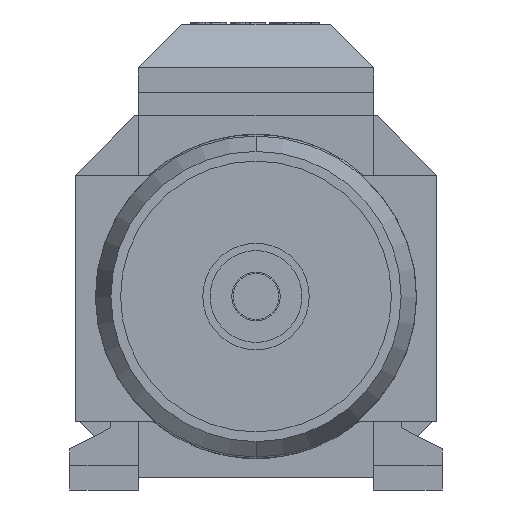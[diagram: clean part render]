
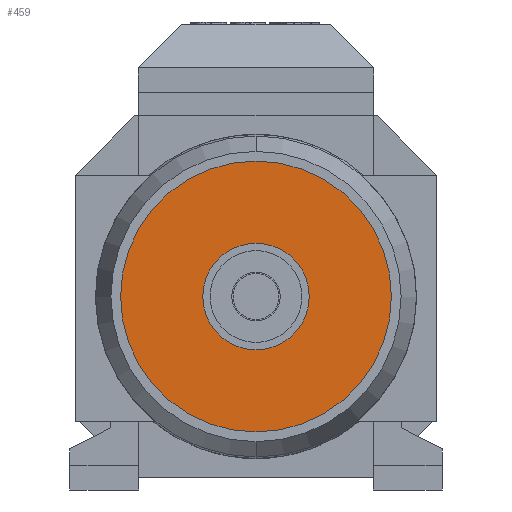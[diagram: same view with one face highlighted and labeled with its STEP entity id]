
A CAD part, front view. The second image highlights one B-rep face of the part: STEP entity #459.
In plain terms, the highlighted planar face has unit normal (0, -1, 0).
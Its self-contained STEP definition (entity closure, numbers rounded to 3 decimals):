
#107=FACE_BOUND('',#893,.T.);
#108=FACE_BOUND('',#894,.T.);
#257=PLANE('',#3860);
#459=ADVANCED_FACE('',(#107,#108),#257,.T.);
#893=EDGE_LOOP('',(#1919,#1920));
#894=EDGE_LOOP('',(#1921,#1922));
#914=CIRCLE('',#3626,22.);
#937=CIRCLE('',#3661,56.);
#949=CIRCLE('',#3683,56.);
#975=CIRCLE('',#3859,22.);
#1919=ORIENTED_EDGE('',*,*,#2417,.T.);
#1920=ORIENTED_EDGE('',*,*,#2368,.T.);
#1921=ORIENTED_EDGE('',*,*,#2803,.T.);
#1922=ORIENTED_EDGE('',*,*,#2321,.T.);
#1992=VERTEX_POINT('',#4829);
#1994=VERTEX_POINT('',#4832);
#2038=VERTEX_POINT('',#4934);
#2040=VERTEX_POINT('',#4937);
#2321=EDGE_CURVE('',#1994,#1992,#914,.T.);
#2368=EDGE_CURVE('',#2040,#2038,#937,.T.);
#2417=EDGE_CURVE('',#2038,#2040,#949,.T.);
#2803=EDGE_CURVE('',#1992,#1994,#975,.T.);
#3626=AXIS2_PLACEMENT_3D('',#4831,#3903,#3904);
#3661=AXIS2_PLACEMENT_3D('',#4936,#3997,#3998);
#3683=AXIS2_PLACEMENT_3D('',#5039,#4074,#4075);
#3859=AXIS2_PLACEMENT_3D('',#5937,#4766,#4767);
#3860=AXIS2_PLACEMENT_3D('',#5938,#4768,#4769);
#3903=DIRECTION('',(0.,1.,0.));
#3904=DIRECTION('',(0.,0.,1.));
#3997=DIRECTION('',(0.,-1.,0.));
#3998=DIRECTION('',(0.,0.,1.));
#4074=DIRECTION('',(0.,-1.,0.));
#4075=DIRECTION('',(0.,0.,1.));
#4766=DIRECTION('',(0.,1.,0.));
#4767=DIRECTION('',(0.,0.,1.));
#4768=DIRECTION('',(0.,-1.,0.));
#4769=DIRECTION('',(0.,0.,1.));
#4829=CARTESIAN_POINT('',(0.,-188.,22.));
#4831=CARTESIAN_POINT('',(0.,-188.,0.));
#4832=CARTESIAN_POINT('',(0.,-188.,-22.));
#4934=CARTESIAN_POINT('',(0.,-188.,56.));
#4936=CARTESIAN_POINT('',(0.,-188.,0.));
#4937=CARTESIAN_POINT('',(0.,-188.,-56.));
#5039=CARTESIAN_POINT('',(0.,-188.,0.));
#5937=CARTESIAN_POINT('',(0.,-188.,0.));
#5938=CARTESIAN_POINT('',(0.,-188.,29.));
